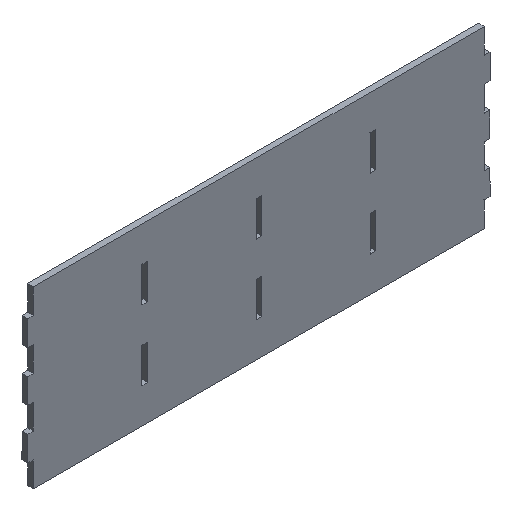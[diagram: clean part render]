
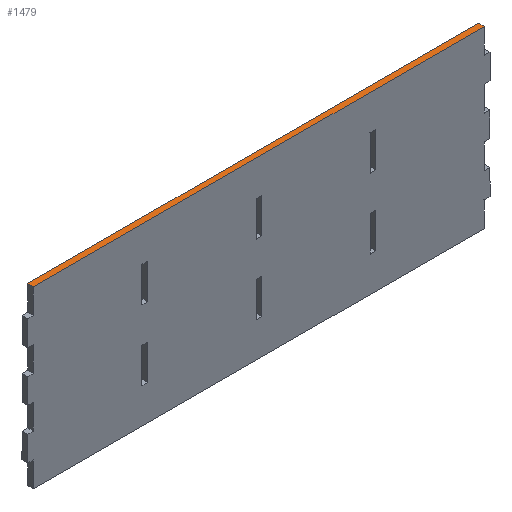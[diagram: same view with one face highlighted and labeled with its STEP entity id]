
A CAD part, isometric view. The second image highlights one B-rep face of the part: STEP entity #1479.
In plain terms, the highlighted planar face has unit normal (0, 0, 1).
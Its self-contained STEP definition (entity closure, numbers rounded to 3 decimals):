
#80 = ORIENTED_EDGE ( 'NONE', *, *, #122, .F. ) ;
#122 = EDGE_CURVE ( 'NONE', #819, #550, #1700, .T. ) ;
#149 = EDGE_CURVE ( 'NONE', #1805, #550, #1467, .T. ) ;
#385 = VERTEX_POINT ( 'NONE', #1725 ) ;
#411 = EDGE_CURVE ( 'NONE', #385, #1805, #756, .T. ) ;
#550 = VERTEX_POINT ( 'NONE', #1474 ) ;
#641 = AXIS2_PLACEMENT_3D ( 'NONE', #1340, #801, #1778 ) ;
#696 = DIRECTION ( 'NONE',  ( 1., 0., 0. ) ) ;
#710 = DIRECTION ( 'NONE',  ( 1., 0., 0. ) ) ;
#756 = LINE ( 'NONE', #889, #1316 ) ;
#801 = DIRECTION ( 'NONE',  ( 0., 0., -1. ) ) ;
#819 = VERTEX_POINT ( 'NONE', #966 ) ;
#846 = EDGE_CURVE ( 'NONE', #385, #819, #1146, .T. ) ;
#889 = CARTESIAN_POINT ( 'NONE',  ( -118.5, 1.5, 46. ) ) ;
#933 = PLANE ( 'NONE',  #641 ) ;
#948 = VECTOR ( 'NONE', #968, 1000. ) ;
#966 = CARTESIAN_POINT ( 'NONE',  ( 118.5, 1.5, 46. ) ) ;
#968 = DIRECTION ( 'NONE',  ( 0., -1., 0. ) ) ;
#1008 = CARTESIAN_POINT ( 'NONE',  ( -118.5, -1.5, 46. ) ) ;
#1018 = DIRECTION ( 'NONE',  ( 0., -1., 0. ) ) ;
#1146 = LINE ( 'NONE', #1390, #1597 ) ;
#1189 = VECTOR ( 'NONE', #696, 1000. ) ;
#1316 = VECTOR ( 'NONE', #1018, 1000. ) ;
#1340 = CARTESIAN_POINT ( 'NONE',  ( -118.5, 1.5, 46. ) ) ;
#1374 = ORIENTED_EDGE ( 'NONE', *, *, #846, .F. ) ;
#1390 = CARTESIAN_POINT ( 'NONE',  ( -118.5, 1.5, 46. ) ) ;
#1402 = ORIENTED_EDGE ( 'NONE', *, *, #149, .T. ) ;
#1467 = LINE ( 'NONE', #1525, #1189 ) ;
#1474 = CARTESIAN_POINT ( 'NONE',  ( 118.5, -1.5, 46. ) ) ;
#1479 = ADVANCED_FACE ( 'NONE', ( #1591 ), #933, .F. ) ;
#1525 = CARTESIAN_POINT ( 'NONE',  ( -118.5, -1.5, 46. ) ) ;
#1591 = FACE_OUTER_BOUND ( 'NONE', #1752, .T. ) ;
#1597 = VECTOR ( 'NONE', #710, 1000. ) ;
#1700 = LINE ( 'NONE', #1802, #948 ) ;
#1725 = CARTESIAN_POINT ( 'NONE',  ( -118.5, 1.5, 46. ) ) ;
#1752 = EDGE_LOOP ( 'NONE', ( #1402, #80, #1374, #1759 ) ) ;
#1759 = ORIENTED_EDGE ( 'NONE', *, *, #411, .T. ) ;
#1778 = DIRECTION ( 'NONE',  ( -1., 0., 0. ) ) ;
#1802 = CARTESIAN_POINT ( 'NONE',  ( 118.5, 1.5, 46. ) ) ;
#1805 = VERTEX_POINT ( 'NONE', #1008 ) ;
